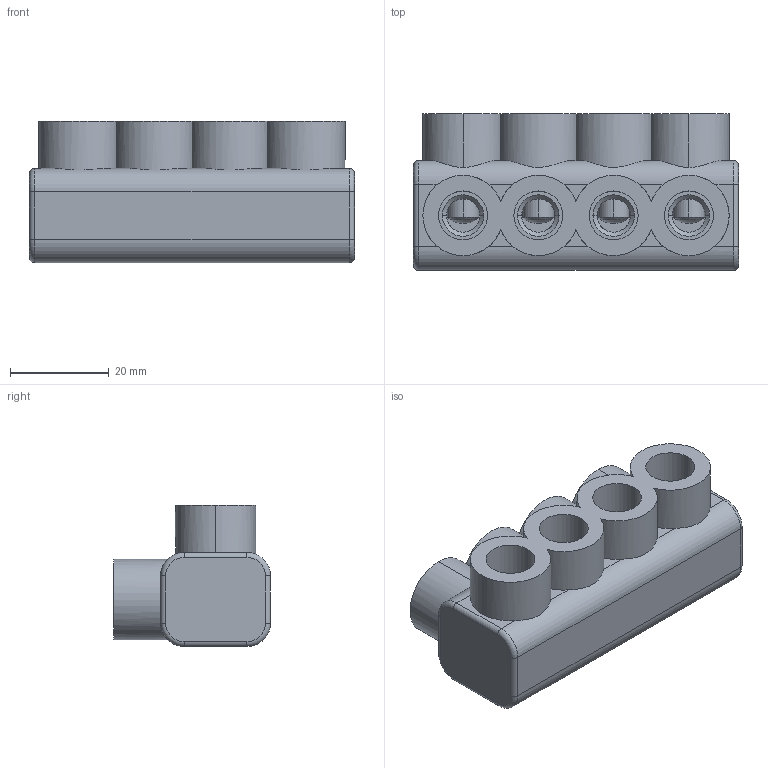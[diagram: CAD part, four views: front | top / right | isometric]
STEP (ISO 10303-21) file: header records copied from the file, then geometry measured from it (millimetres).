
FILE_DESCRIPTION (( 'STEP AP214' ), '1' );
FILE_NAME ('IPBB-NA4-4S-1.STEP', '2025-08-26T22:32:24', ( '' ), ( '' ), 'SwSTEP 2.0', 'SolidWorks 2024', '' );
FILE_SCHEMA (( 'AUTOMOTIVE_DESIGN' ));
Length unit declared in the file: inch
Products named in the file (1): IPBB-NA4-4S-1
Bounding box: 65.79 x 31.75 x 28.57 mm (x, y, z)
Volume: 32923.5 mm3; surface area: 20202.1 mm2
Topology: 6 solids, 6 shells, 289 faces, 753 edges, 470 vertices
Faces by surface type: plane 122, cylinder 95, cone 56, sphere 8, torus 8
Entity records: 10659 total; most frequent: CARTESIAN_POINT 3487, DIRECTION 1511, ORIENTED_EDGE 1466, EDGE_CURVE 733, AXIS2_PLACEMENT_3D 590, VERTEX_POINT 466, VECTOR 331, LINE 331
